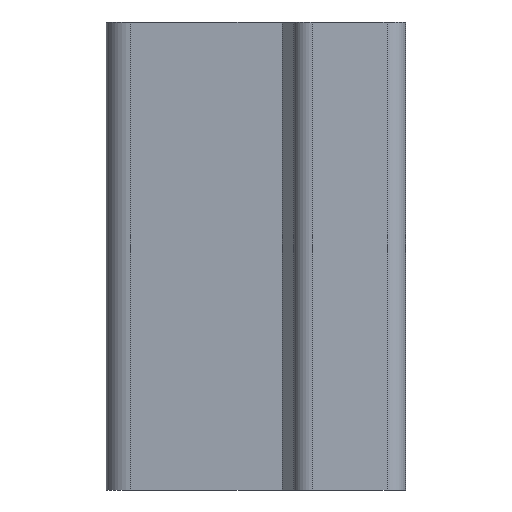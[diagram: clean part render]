
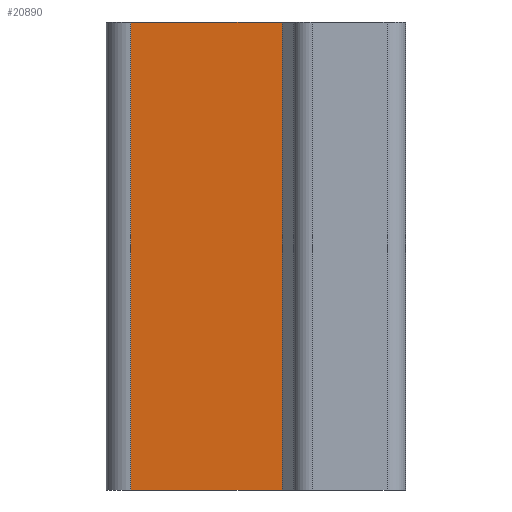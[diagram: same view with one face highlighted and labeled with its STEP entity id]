
A CAD part, left-side view. The second image highlights one B-rep face of the part: STEP entity #20890.
In plain terms, the highlighted planar face has unit normal (-0.997, 0.074, 0).
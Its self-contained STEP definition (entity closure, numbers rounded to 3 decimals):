
#17230=CARTESIAN_POINT('',(0.32,0.28,0.));
#17240=VERTEX_POINT('',#17230);
#17270=CARTESIAN_POINT('',(0.355,0.75,0.));
#17280=DIRECTION('',(-0.074,-0.997,0.));
#17290=VECTOR('',#17280,1.);
#17300=LINE('',#17270,#17290);
#17310=CARTESIAN_POINT('',(0.35,0.685,0.));
#17320=VERTEX_POINT('',#17310);
#17330=EDGE_CURVE('',#17320,#17240,#17300,.T.);
#17640=CARTESIAN_POINT('',(0.35,0.685,-1.25));
#17650=VERTEX_POINT('',#17640);
#17680=CARTESIAN_POINT('',(0.355,0.75,-1.25));
#17690=DIRECTION('',(-0.074,-0.997,0.));
#17700=VECTOR('',#17690,1.);
#17710=LINE('',#17680,#17700);
#17720=CARTESIAN_POINT('',(0.32,0.28,-1.25));
#17730=VERTEX_POINT('',#17720);
#17740=EDGE_CURVE('',#17650,#17730,#17710,.T.);
#20560=CARTESIAN_POINT('',(0.32,0.28,0.));
#20570=DIRECTION('',(0.,0.,-1.));
#20580=VECTOR('',#20570,1.);
#20590=LINE('',#20560,#20580);
#20600=EDGE_CURVE('',#17240,#17730,#20590,.T.);
#20730=CARTESIAN_POINT('',(0.35,0.685,0.));
#20740=DIRECTION('',(-0.997,0.074,0.));
#20750=DIRECTION('',(0.074,0.997,0.));
#20760=AXIS2_PLACEMENT_3D('',#20730,#20740,#20750);
#20770=PLANE('',#20760);
#20780=ORIENTED_EDGE('',*,*,#20600,.F.);
#20790=ORIENTED_EDGE('',*,*,#17740,.T.);
#20800=CARTESIAN_POINT('',(0.35,0.685,0.));
#20810=DIRECTION('',(0.,0.,-1.));
#20820=VECTOR('',#20810,1.);
#20830=LINE('',#20800,#20820);
#20840=EDGE_CURVE('',#17320,#17650,#20830,.T.);
#20850=ORIENTED_EDGE('',*,*,#20840,.T.);
#20860=ORIENTED_EDGE('',*,*,#17330,.F.);
#20870=EDGE_LOOP('',(#20860,#20850,#20790,#20780));
#20880=FACE_OUTER_BOUND('',#20870,.T.);
#20890=ADVANCED_FACE('',(#20880),#20770,.T.);
